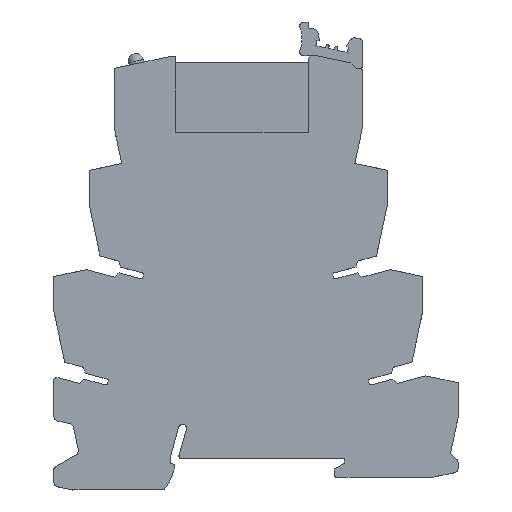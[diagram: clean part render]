
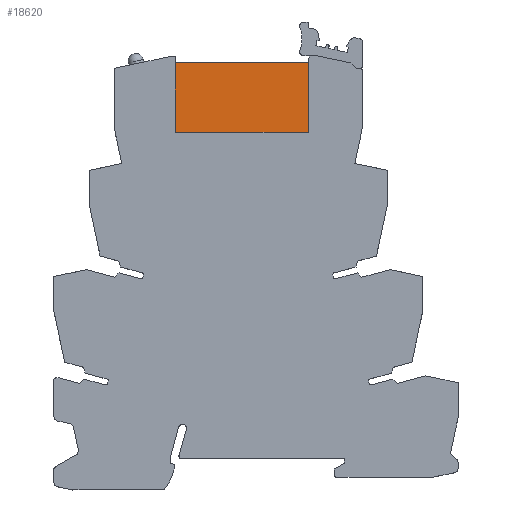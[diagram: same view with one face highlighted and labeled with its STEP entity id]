
A CAD part, top view. The second image highlights one B-rep face of the part: STEP entity #18620.
In plain terms, the highlighted face is planar.
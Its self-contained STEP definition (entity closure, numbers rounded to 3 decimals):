
#2100=CARTESIAN_POINT('',(-18.801,75.143,
-5.5));
#2110=VERTEX_POINT('',#2100);
#2140=CARTESIAN_POINT('',(-18.801,0.,-5.5));
#2150=DIRECTION('',(0.,-1.,0.));
#2160=VECTOR('',#2150,1.);
#2170=LINE('',#2140,#2160);
#2180=CARTESIAN_POINT('',(-18.801,88.943,
-5.5));
#2190=VERTEX_POINT('',#2180);
#2200=EDGE_CURVE('',#2190,#2110,#2170,.T.);
#16670=CARTESIAN_POINT('',(9.199,0.,-5.5));
#16680=DIRECTION('',(0.,-1.,0.));
#16690=VECTOR('',#16680,1.);
#16700=LINE('',#16670,#16690);
#16710=CARTESIAN_POINT('',(9.199,88.943,
-5.5));
#16720=VERTEX_POINT('',#16710);
#16730=CARTESIAN_POINT('',(9.199,75.143,
-5.5));
#16740=VERTEX_POINT('',#16730);
#16750=EDGE_CURVE('',#16720,#16740,#16700,.T.);
#18410=CARTESIAN_POINT('',(9.199,88.943,
-5.5));
#18420=DIRECTION('',(0.,0.,-1.));
#18430=DIRECTION('',(1.,0.,0.));
#18440=AXIS2_PLACEMENT_3D('',#18410,#18420,#18430);
#18450=PLANE('',#18440);
#18460=ORIENTED_EDGE('',*,*,#2200,.F.);
#18470=CARTESIAN_POINT('',(1.749,75.143,
-5.5));
#18480=DIRECTION('',(1.,0.,0.));
#18490=VECTOR('',#18480,1.);
#18500=LINE('',#18470,#18490);
#18510=EDGE_CURVE('',#2110,#16740,#18500,.T.);
#18520=ORIENTED_EDGE('',*,*,#18510,.F.);
#18530=ORIENTED_EDGE('',*,*,#16750,.T.);
#18540=CARTESIAN_POINT('',(-18.801,88.943,
-5.5));
#18550=DIRECTION('',(1.,0.,0.));
#18560=VECTOR('',#18550,1.);
#18570=LINE('',#18540,#18560);
#18580=EDGE_CURVE('',#2190,#16720,#18570,.T.);
#18590=ORIENTED_EDGE('',*,*,#18580,.T.);
#18600=EDGE_LOOP('',(#18590,#18530,#18520,#18460));
#18610=FACE_OUTER_BOUND('',#18600,.T.);
#18620=ADVANCED_FACE('',(#18610),#18450,.T.);
